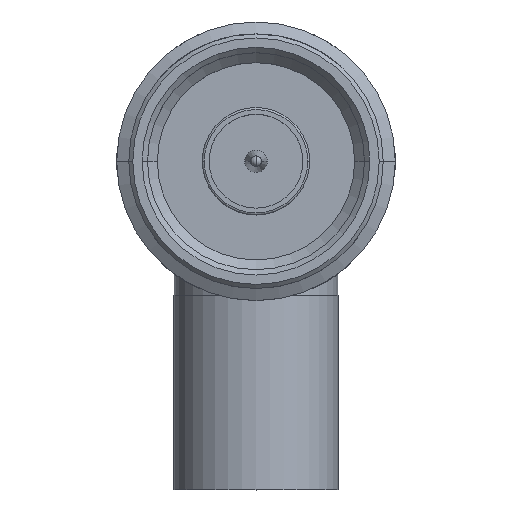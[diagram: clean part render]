
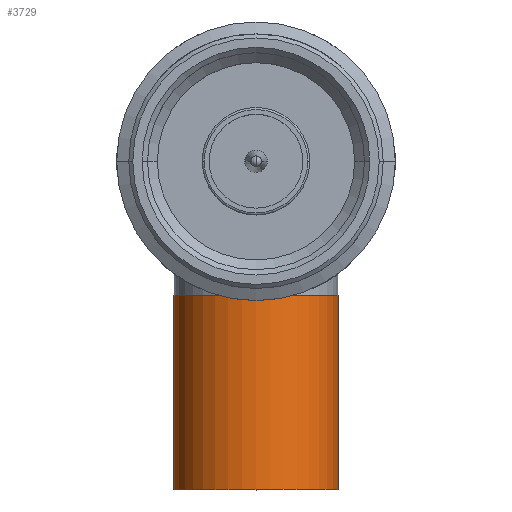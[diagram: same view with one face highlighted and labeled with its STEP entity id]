
A CAD part, top view. The second image highlights one B-rep face of the part: STEP entity #3729.
In plain terms, the highlighted cylindrical face has radius 6.125 mm (diameter 12.25 mm), a partial arc.
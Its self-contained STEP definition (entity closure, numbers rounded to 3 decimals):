
#391 = VERTEX_POINT ( 'NONE', #5192 ) ;
#1060 = VERTEX_POINT ( 'NONE', #1133 ) ;
#1133 = CARTESIAN_POINT ( 'NONE',  ( 6.125, -24.5, -21.2 ) ) ;
#2156 = CIRCLE ( 'NONE', #10713, 6.125 ) ;
#3539 = DIRECTION ( 'NONE',  ( 0., -1., 0. ) ) ;
#3729 = ADVANCED_FACE ( 'NONE', ( #12298 ), #18500, .T. ) ;
#3814 = ORIENTED_EDGE ( 'NONE', *, *, #5847, .F. ) ;
#4109 = CARTESIAN_POINT ( 'NONE',  ( 6.125, -10., -21.2 ) ) ;
#4268 = CARTESIAN_POINT ( 'NONE',  ( 0., -24.918, -21.2 ) ) ;
#4494 = CARTESIAN_POINT ( 'NONE',  ( 6.125, -24.918, -21.2 ) ) ;
#4795 = DIRECTION ( 'NONE',  ( 0., -1., 0. ) ) ;
#5145 = DIRECTION ( 'NONE',  ( 0., -1., 0. ) ) ;
#5192 = CARTESIAN_POINT ( 'NONE',  ( -6.125, -10., -21.2 ) ) ;
#5829 = EDGE_CURVE ( 'NONE', #391, #8371, #10320, .T. ) ;
#5847 = EDGE_CURVE ( 'NONE', #19080, #1060, #18447, .T. ) ;
#6723 = EDGE_LOOP ( 'NONE', ( #12690, #8075, #12642, #3814 ) ) ;
#8073 = AXIS2_PLACEMENT_3D ( 'NONE', #4268, #4795, #10934 ) ;
#8075 = ORIENTED_EDGE ( 'NONE', *, *, #5829, .T. ) ;
#8371 = VERTEX_POINT ( 'NONE', #15579 ) ;
#8728 = EDGE_CURVE ( 'NONE', #19080, #391, #18938, .T. ) ;
#9084 = CARTESIAN_POINT ( 'NONE',  ( -6.125, -24.918, -21.2 ) ) ;
#9852 = VECTOR ( 'NONE', #13732, 1000. ) ;
#10320 = LINE ( 'NONE', #9084, #17985 ) ;
#10713 = AXIS2_PLACEMENT_3D ( 'NONE', #12737, #3539, #14248 ) ;
#10934 = DIRECTION ( 'NONE',  ( 1., 0., 0. ) ) ;
#12298 = FACE_OUTER_BOUND ( 'NONE', #6723, .T. ) ;
#12642 = ORIENTED_EDGE ( 'NONE', *, *, #18313, .F. ) ;
#12690 = ORIENTED_EDGE ( 'NONE', *, *, #8728, .T. ) ;
#12737 = CARTESIAN_POINT ( 'NONE',  ( 0., -24.5, -21.2 ) ) ;
#13732 = DIRECTION ( 'NONE',  ( 0., -1., 0. ) ) ;
#14248 = DIRECTION ( 'NONE',  ( 1., 0., 0. ) ) ;
#14291 = CARTESIAN_POINT ( 'NONE',  ( 0., -10., -21.2 ) ) ;
#15579 = CARTESIAN_POINT ( 'NONE',  ( -6.125, -24.5, -21.2 ) ) ;
#15832 = DIRECTION ( 'NONE',  ( 1., 0., 0. ) ) ;
#17985 = VECTOR ( 'NONE', #19820, 1000. ) ;
#17996 = AXIS2_PLACEMENT_3D ( 'NONE', #14291, #5145, #15832 ) ;
#18313 = EDGE_CURVE ( 'NONE', #1060, #8371, #2156, .T. ) ;
#18447 = LINE ( 'NONE', #4494, #9852 ) ;
#18500 = CYLINDRICAL_SURFACE ( 'NONE', #8073, 6.125 ) ;
#18938 = CIRCLE ( 'NONE', #17996, 6.125 ) ;
#19080 = VERTEX_POINT ( 'NONE', #4109 ) ;
#19820 = DIRECTION ( 'NONE',  ( 0., -1., 0. ) ) ;
